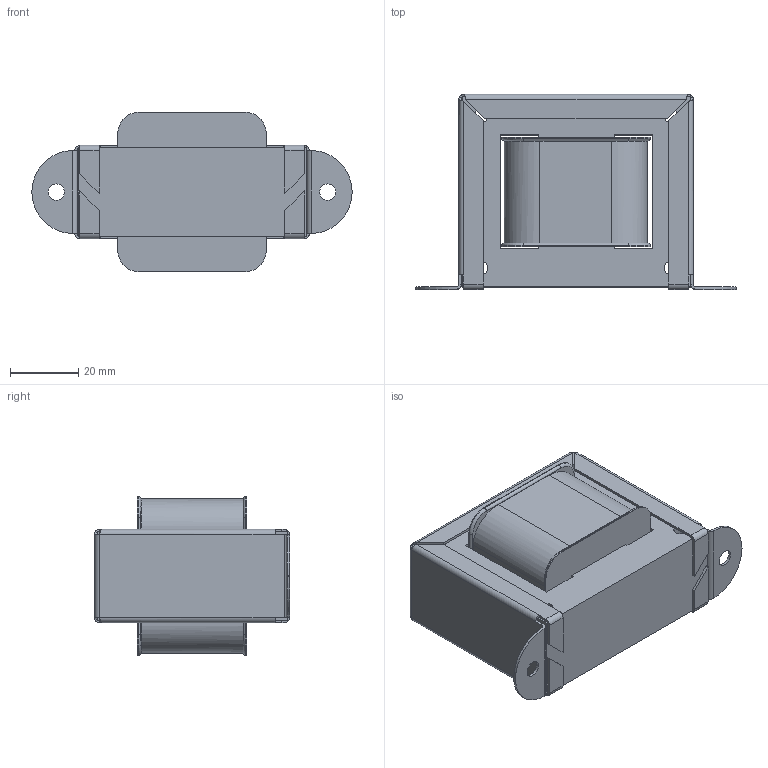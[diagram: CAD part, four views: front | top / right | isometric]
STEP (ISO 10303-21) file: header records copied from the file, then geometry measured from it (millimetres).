
FILE_DESCRIPTION(/* description */ (''),/* implementation_level */ '2;1');
FILE_NAME(/* name */ '15000-EI087-100-H01.step',/* time_stamp */ '2024-01-18T13:55:23-07:00',/* author */ (''),/* organization */ (''),/* preprocessor_version */ 'ST-DEVELOPER v20',/* originating_system */ 'Autodesk Translation Framework v12.14.0.127',/* authorisation */ '');
FILE_SCHEMA (('AUTOMOTIVE_DESIGN { 1 0 10303 214 3 1 1 }'));
Length unit declared in the file: inch
Products named in the file (4): 15000-EI087-100-H01; 20000-B087-100-00 v1; 20000-EI087 v6; 20000-C087-100-1H v6
Assembly tree (3 placements, depth 2):
  15000-EI087-100-H01
    20000-B087-100-00 v1
    20000-EI087 v6
    20000-C087-100-1H v6
Bounding box: 93.64 x 57.08 x 46.74 mm (x, y, z)
Volume: 140882.4 mm3; surface area: 53628.6 mm2
Topology: 4 solids, 4 shells, 216 faces, 538 edges, 332 vertices
Faces by surface type: plane 134, cylinder 54, bspline 20, torus 8
Full cylindrical faces by diameter (mm): 3.969 x4, 4.75 x2
Entity records: 7188 total; most frequent: CARTESIAN_POINT 1923, ORIENTED_EDGE 1076, DIRECTION 998, EDGE_CURVE 538, LINE 342, VECTOR 342, VERTEX_POINT 332, AXIS2_PLACEMENT_3D 328
